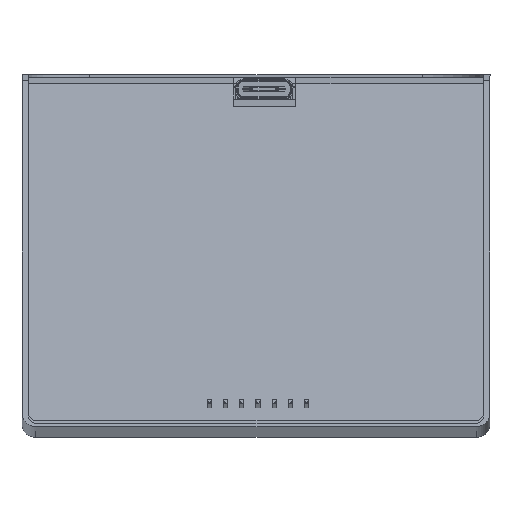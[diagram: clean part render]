
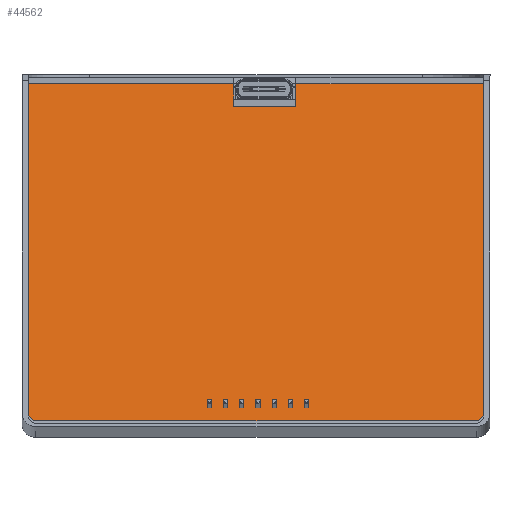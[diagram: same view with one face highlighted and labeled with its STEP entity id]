
A CAD part, front view. The second image highlights one B-rep face of the part: STEP entity #44562.
In plain terms, the highlighted planar face has unit normal (0, -0.985, 0.174).
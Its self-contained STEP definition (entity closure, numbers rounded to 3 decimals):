
#2194=CIRCLE('',#47984,1.192);
#2195=CIRCLE('',#47987,1.192);
#5147=FACE_OUTER_BOUND('',#7762,.T.);
#7762=EDGE_LOOP('',(#40010,#40011,#40012,#40013,#40014,#40015,#40016,#40017,
#40018,#40019));
#12543=LINE('',#75530,#17338);
#12546=LINE('',#75536,#17341);
#12547=LINE('',#75540,#17342);
#12548=LINE('',#75542,#17343);
#12549=LINE('',#75544,#17344);
#12550=LINE('',#75546,#17345);
#12551=LINE('',#75548,#17346);
#12552=LINE('',#75549,#17347);
#17338=VECTOR('',#58619,10.);
#17341=VECTOR('',#58624,10.);
#17342=VECTOR('',#58627,10.);
#17343=VECTOR('',#58628,10.);
#17344=VECTOR('',#58629,10.);
#17345=VECTOR('',#58630,10.);
#17346=VECTOR('',#58631,10.);
#17347=VECTOR('',#58632,10.);
#21400=VERTEX_POINT('',#75523);
#21401=VERTEX_POINT('',#75525);
#21402=VERTEX_POINT('',#75529);
#21404=VERTEX_POINT('',#75535);
#21405=VERTEX_POINT('',#75537);
#21406=VERTEX_POINT('',#75539);
#21407=VERTEX_POINT('',#75541);
#21408=VERTEX_POINT('',#75543);
#21409=VERTEX_POINT('',#75545);
#21410=VERTEX_POINT('',#75547);
#27608=EDGE_CURVE('',#21400,#21401,#2194,.T.);
#27610=EDGE_CURVE('',#21402,#21401,#12543,.T.);
#27613=EDGE_CURVE('',#21400,#21404,#12546,.F.);
#27614=EDGE_CURVE('',#21405,#21404,#2195,.T.);
#27615=EDGE_CURVE('',#21405,#21406,#12547,.T.);
#27616=EDGE_CURVE('',#21406,#21407,#12548,.T.);
#27617=EDGE_CURVE('',#21407,#21408,#12549,.T.);
#27618=EDGE_CURVE('',#21408,#21409,#12550,.T.);
#27619=EDGE_CURVE('',#21409,#21410,#12551,.T.);
#27620=EDGE_CURVE('',#21410,#21402,#12552,.T.);
#40010=ORIENTED_EDGE('',*,*,#27608,.F.);
#40011=ORIENTED_EDGE('',*,*,#27613,.T.);
#40012=ORIENTED_EDGE('',*,*,#27614,.F.);
#40013=ORIENTED_EDGE('',*,*,#27615,.T.);
#40014=ORIENTED_EDGE('',*,*,#27616,.T.);
#40015=ORIENTED_EDGE('',*,*,#27617,.T.);
#40016=ORIENTED_EDGE('',*,*,#27618,.T.);
#40017=ORIENTED_EDGE('',*,*,#27619,.T.);
#40018=ORIENTED_EDGE('',*,*,#27620,.T.);
#40019=ORIENTED_EDGE('',*,*,#27610,.T.);
#41746=PLANE('',#47986);
#44562=ADVANCED_FACE('',(#5147),#41746,.T.);
#47984=AXIS2_PLACEMENT_3D('',#75526,#58614,#58615);
#47986=AXIS2_PLACEMENT_3D('',#75534,#58622,#58623);
#47987=AXIS2_PLACEMENT_3D('',#75538,#58625,#58626);
#58614=DIRECTION('center_axis',(0.,0.985,
-0.174));
#58615=DIRECTION('ref_axis',(-0.707,-0.123,-0.696));
#58619=DIRECTION('',(0.,-0.174,-0.985));
#58622=DIRECTION('center_axis',(0.,-0.985,
0.174));
#58623=DIRECTION('ref_axis',(1.,0.,0.));
#58624=DIRECTION('',(-1.,0.,0.));
#58625=DIRECTION('center_axis',(0.,0.985,
-0.174));
#58626=DIRECTION('ref_axis',(0.707,-0.123,-0.696));
#58627=DIRECTION('',(0.,0.174,0.985));
#58628=DIRECTION('',(-1.,0.,0.));
#58629=DIRECTION('',(0.,-0.174,-0.985));
#58630=DIRECTION('',(-1.,0.,0.));
#58631=DIRECTION('',(0.,0.174,0.985));
#58632=DIRECTION('',(-1.,0.,0.));
#75523=CARTESIAN_POINT('',(0.662,-11.792,1.754));
#75525=CARTESIAN_POINT('',(-0.53,-11.585,2.928));
#75526=CARTESIAN_POINT('Origin',(0.662,-11.585,2.928));
#75529=CARTESIAN_POINT('',(-0.53,-2.373,55.176));
#75530=CARTESIAN_POINT('',(-0.53,-11.757,1.956));
#75534=CARTESIAN_POINT('Origin',(35.264,-7.168,27.979));
#75535=CARTESIAN_POINT('',(69.867,-11.792,1.754));
#75536=CARTESIAN_POINT('',(17.963,-11.792,1.754));
#75537=CARTESIAN_POINT('',(71.059,-11.585,2.928));
#75538=CARTESIAN_POINT('Origin',(69.867,-11.585,2.928));
#75539=CARTESIAN_POINT('',(71.059,-2.373,55.176));
#75540=CARTESIAN_POINT('',(71.059,-2.373,55.176));
#75541=CARTESIAN_POINT('',(41.531,-2.373,55.176));
#75542=CARTESIAN_POINT('',(71.059,-2.373,55.176));
#75543=CARTESIAN_POINT('',(41.531,-3.003,51.6));
#75544=CARTESIAN_POINT('',(41.531,-4.77,41.578));
#75545=CARTESIAN_POINT('',(31.773,-3.003,51.6));
#75546=CARTESIAN_POINT('',(38.398,-3.003,51.6));
#75547=CARTESIAN_POINT('',(31.773,-2.373,55.176));
#75548=CARTESIAN_POINT('',(31.773,-5.086,39.79));
#75549=CARTESIAN_POINT('',(71.059,-2.373,55.176));
